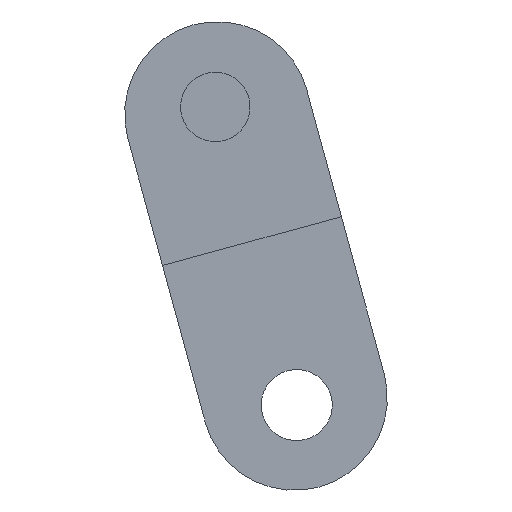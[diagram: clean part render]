
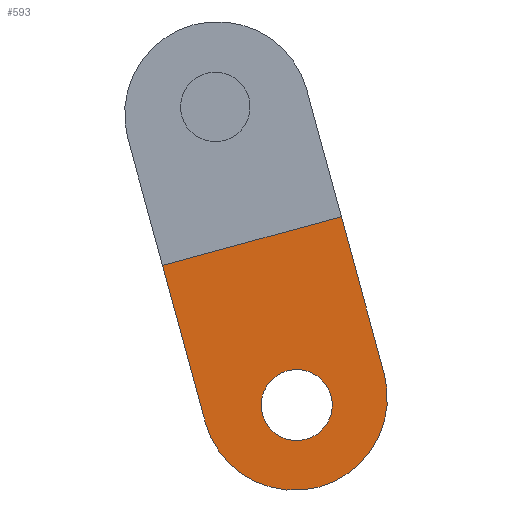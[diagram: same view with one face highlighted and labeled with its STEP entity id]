
A CAD part, front view. The second image highlights one B-rep face of the part: STEP entity #593.
In plain terms, the highlighted planar face has unit normal (0, -1, 0).
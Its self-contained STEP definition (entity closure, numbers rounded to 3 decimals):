
#37=PLANE('',#651);
#78=LINE('',#937,#138);
#90=LINE('',#959,#150);
#94=LINE('',#966,#154);
#138=VECTOR('',#760,1.);
#150=VECTOR('',#778,1.);
#154=VECTOR('',#788,1.);
#167=FACE_BOUND('',#237,.T.);
#197=FACE_OUTER_BOUND('',#236,.T.);
#236=EDGE_LOOP('',(#549,#550,#551,#552));
#237=EDGE_LOOP('',(#553));
#244=CIRCLE('',#612,2.3);
#257=CIRCLE('',#644,6.);
#264=VERTEX_POINT('',#831);
#305=VERTEX_POINT('',#934);
#306=VERTEX_POINT('',#936);
#312=VERTEX_POINT('',#956);
#313=VERTEX_POINT('',#958);
#320=EDGE_CURVE('',#264,#264,#244,.T.);
#371=EDGE_CURVE('',#305,#306,#78,.T.);
#384=EDGE_CURVE('',#312,#313,#90,.T.);
#389=EDGE_CURVE('',#312,#306,#94,.T.);
#391=EDGE_CURVE('',#313,#305,#257,.T.);
#549=ORIENTED_EDGE('',*,*,#389,.T.);
#550=ORIENTED_EDGE('',*,*,#371,.F.);
#551=ORIENTED_EDGE('',*,*,#391,.F.);
#552=ORIENTED_EDGE('',*,*,#384,.F.);
#553=ORIENTED_EDGE('',*,*,#320,.T.);
#593=ADVANCED_FACE('',(#197,#167),#37,.F.);
#612=AXIS2_PLACEMENT_3D('',#832,#674,#675);
#644=AXIS2_PLACEMENT_3D('',#971,#796,#797);
#651=AXIS2_PLACEMENT_3D('',#980,#812,#813);
#674=DIRECTION('center_axis',(0.,1.,0.));
#675=DIRECTION('ref_axis',(-0.263,0.,0.965));
#760=DIRECTION('',(-0.263,0.,0.965));
#778=DIRECTION('',(0.263,0.,-0.965));
#788=DIRECTION('',(-0.965,0.,-0.263));
#796=DIRECTION('center_axis',(0.,1.,0.));
#797=DIRECTION('ref_axis',(0.965,0.,0.263));
#812=DIRECTION('center_axis',(0.,1.,0.));
#813=DIRECTION('ref_axis',(-0.263,0.,0.965));
#831=CARTESIAN_POINT('',(-153.153,-2.,16.486));
#832=CARTESIAN_POINT('Origin',(-153.758,-2.,18.705));
#934=CARTESIAN_POINT('',(-159.678,-2.,17.608));
#936=CARTESIAN_POINT('',(-162.441,-2.,27.738));
#937=CARTESIAN_POINT('',(-159.678,-2.,17.608));
#956=CARTESIAN_POINT('',(-150.864,-2.,30.896));
#958=CARTESIAN_POINT('',(-148.101,-2.,20.766));
#959=CARTESIAN_POINT('',(-153.101,-2.,39.097));
#966=CARTESIAN_POINT('',(-156.653,-2.,29.317));
#971=CARTESIAN_POINT('Origin',(-153.89,-2.,19.187));
#980=CARTESIAN_POINT('Origin',(-156.39,-2.,28.352));
